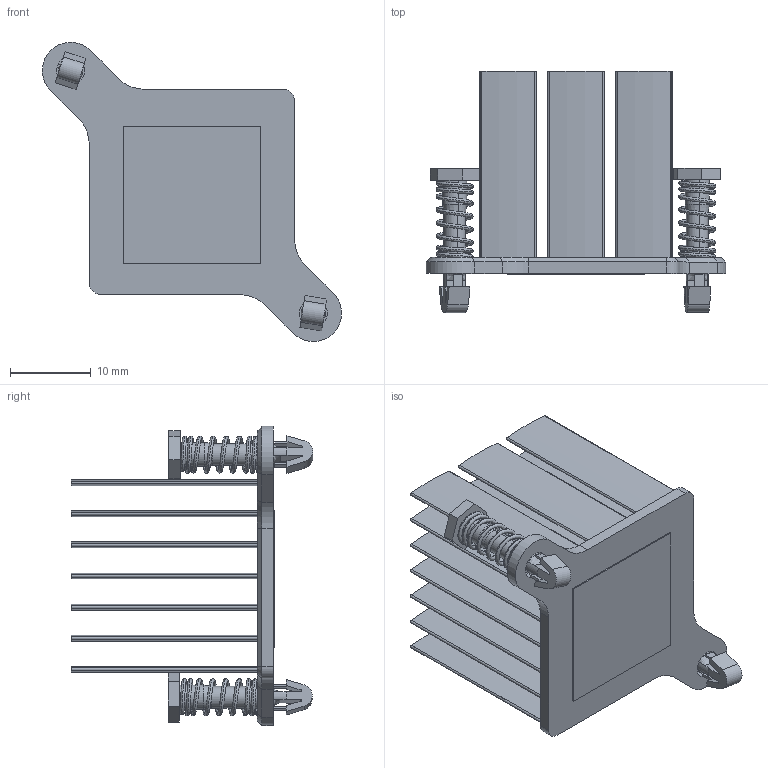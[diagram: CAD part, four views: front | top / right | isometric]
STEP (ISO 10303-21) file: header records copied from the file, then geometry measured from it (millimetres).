
FILE_DESCRIPTION (( 'STEP AP203' ), '1' );
FILE_NAME ('MBA25004-25W_2.0P+T725.STEP', '2019-11-20T09:12:50', ( '' ), ( '' ), 'SwSTEP 2.0', 'SolidWorks 2018', '' );
FILE_SCHEMA (( 'CONFIG_CONTROL_DESIGN' ));
Length unit declared in the file: millimetre
Products named in the file (6): 17x17x0.13; MBA25004-25W_2.0P+T725; MBH25004-25W_2.0XXX; 164818-17.6mm塑膠料; F016-00026; F001-00091
Assembly tree (6 placements, depth 3):
  MBA25004-25W_2.0P+T725
    MBH25004-25W_2.0XXX
    F001-00091  x2
      164818-17.6mm塑膠料
      F016-00026
    17x17x0.13
Bounding box: 36.98 x 29.87 x 36.99 mm (x, y, z)
Volume: 3822.2 mm3; surface area: 10091.4 mm2
Topology: 6 solids, 6 shells, 318 faces, 812 edges, 529 vertices
Faces by surface type: cylinder 176, plane 113, bspline 16, cone 13
Entity records: 12174 total; most frequent: CARTESIAN_POINT 4758, DIRECTION 1558, ORIENTED_EDGE 1362, EDGE_CURVE 681, AXIS2_PLACEMENT_3D 621, VERTEX_POINT 445, CIRCLE 353, LINE 316
